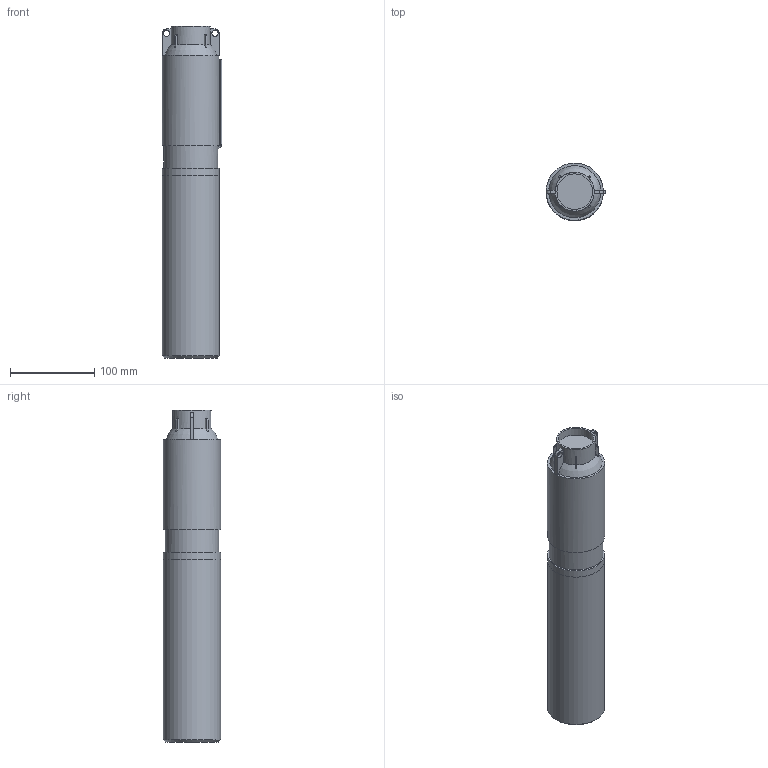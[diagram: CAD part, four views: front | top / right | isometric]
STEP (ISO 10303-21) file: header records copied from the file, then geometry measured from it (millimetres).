
FILE_DESCRIPTION(/* description */ (''),/* implementation_level */ '2;1');
FILE_NAME(/* name */ '3d_TWU3.05-04-HS-ECP-B-6079402.stp',/* time_stamp */ '2016-11-28T15:16:15+01:00',/* author */ ('Andrzej'),/* organization */ (''),/* preprocessor_version */ 'ST-DEVELOPER v15.5',/* originating_system */ 'AutoCAD Mechanical',/* authorisation */ '');
FILE_SCHEMA (('AUTOMOTIVE_DESIGN { 1 0 10303 214 3 1 1 }'));
Length unit declared in the file: millimetre
Products named in the file (1): Product
Bounding box: 71 x 68 x 395 mm (x, y, z)
Volume: 1353651.4 mm3; surface area: 99410.9 mm2
Topology: 2 solids, 2 shells, 63 faces, 162 edges, 106 vertices
Faces by surface type: plane 43, cylinder 16, sphere 3, cone 1
Full cylindrical faces by diameter (mm): 7.5 x2, 42.4 x1, 46.4 x1, 64 x1, 68 x3
Entity records: 1926 total; most frequent: CARTESIAN_POINT 353, DIRECTION 342, ORIENTED_EDGE 300, EDGE_CURVE 150, AXIS2_PLACEMENT_3D 130, VERTEX_POINT 103, LINE 82, VECTOR 82
